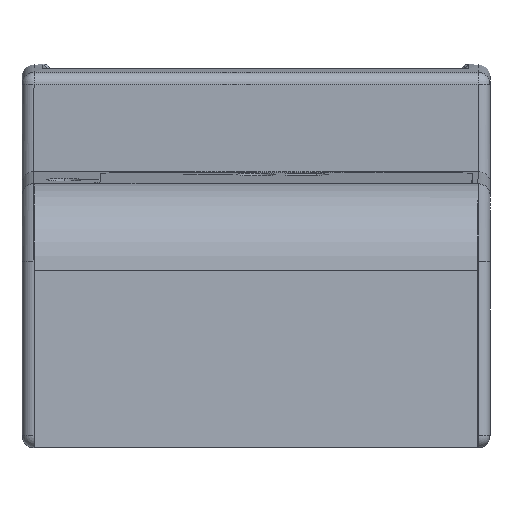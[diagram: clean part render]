
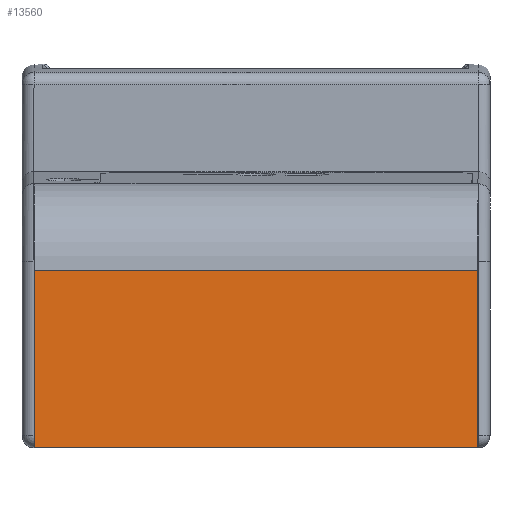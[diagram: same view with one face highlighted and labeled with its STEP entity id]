
A CAD part, front view. The second image highlights one B-rep face of the part: STEP entity #13560.
In plain terms, the highlighted face is planar.
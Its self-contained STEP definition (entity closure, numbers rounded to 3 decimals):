
#300 = VECTOR ( 'NONE', #18902, 1000. ) ;
#967 = CARTESIAN_POINT ( 'NONE',  ( -32.5, -22.768, -37. ) ) ;
#1816 = CARTESIAN_POINT ( 'NONE',  ( -31.548, 6.745, 37. ) ) ;
#2065 = LINE ( 'NONE', #25978, #17528 ) ;
#3921 = EDGE_CURVE ( 'NONE', #31730, #20295, #2065, .T. ) ;
#4652 = LINE ( 'NONE', #31558, #300 ) ;
#6353 = EDGE_LOOP ( 'NONE', ( #17317, #30952, #24639, #17344 ) ) ;
#8467 = DIRECTION ( 'NONE',  ( -0.999, 0.032, 0. ) ) ;
#12526 = LINE ( 'NONE', #18704, #26524 ) ;
#12683 = EDGE_CURVE ( 'NONE', #20295, #26945, #29279, .T. ) ;
#13410 = VERTEX_POINT ( 'NONE', #1816 ) ;
#13560 = ADVANCED_FACE ( 'NONE', ( #16408 ), #18496, .T. ) ;
#14889 = CARTESIAN_POINT ( 'NONE',  ( -32.5, -22.768, 37. ) ) ;
#16287 = DIRECTION ( 'NONE',  ( 0., 0., 1. ) ) ;
#16408 = FACE_OUTER_BOUND ( 'NONE', #6353, .T. ) ;
#17317 = ORIENTED_EDGE ( 'NONE', *, *, #12683, .T. ) ;
#17344 = ORIENTED_EDGE ( 'NONE', *, *, #3921, .T. ) ;
#17528 = VECTOR ( 'NONE', #18258, 1000. ) ;
#18258 = DIRECTION ( 'NONE',  ( -0.032, -0.999, 0. ) ) ;
#18496 = PLANE ( 'NONE',  #26540 ) ;
#18704 = CARTESIAN_POINT ( 'NONE',  ( -31.548, 6.745, -37. ) ) ;
#18775 = CARTESIAN_POINT ( 'NONE',  ( -31.548, 6.745, -37. ) ) ;
#18902 = DIRECTION ( 'NONE',  ( -0.032, -0.999, 0. ) ) ;
#19279 = CARTESIAN_POINT ( 'NONE',  ( -32.5, -22.768, -37. ) ) ;
#19982 = CARTESIAN_POINT ( 'NONE',  ( -32.5, -22.768, -37. ) ) ;
#20295 = VERTEX_POINT ( 'NONE', #19982 ) ;
#23921 = DIRECTION ( 'NONE',  ( -0.032, -0.999, 0. ) ) ;
#24639 = ORIENTED_EDGE ( 'NONE', *, *, #26250, .F. ) ;
#25195 = EDGE_CURVE ( 'NONE', #13410, #26945, #4652, .T. ) ;
#25978 = CARTESIAN_POINT ( 'NONE',  ( -32.5, -22.768, -37. ) ) ;
#26250 = EDGE_CURVE ( 'NONE', #31730, #13410, #12526, .T. ) ;
#26524 = VECTOR ( 'NONE', #16287, 1000. ) ;
#26540 = AXIS2_PLACEMENT_3D ( 'NONE', #967, #8467, #23921 ) ;
#26686 = DIRECTION ( 'NONE',  ( 0., 0., 1. ) ) ;
#26945 = VERTEX_POINT ( 'NONE', #14889 ) ;
#28482 = VECTOR ( 'NONE', #26686, 1000. ) ;
#29279 = LINE ( 'NONE', #19279, #28482 ) ;
#30952 = ORIENTED_EDGE ( 'NONE', *, *, #25195, .F. ) ;
#31558 = CARTESIAN_POINT ( 'NONE',  ( -32.5, -22.768, 37. ) ) ;
#31730 = VERTEX_POINT ( 'NONE', #18775 ) ;
